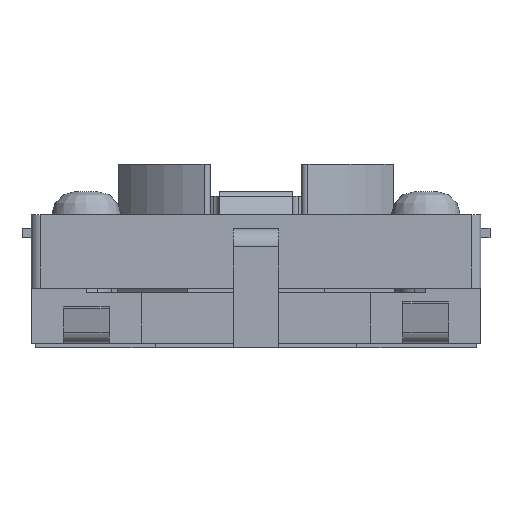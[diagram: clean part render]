
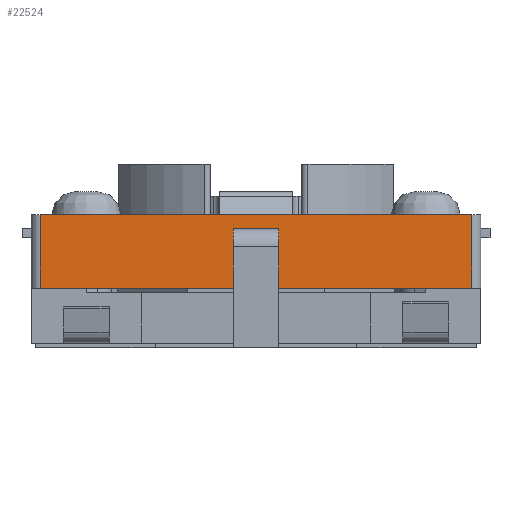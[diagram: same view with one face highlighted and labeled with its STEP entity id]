
A CAD part, left-side view. The second image highlights one B-rep face of the part: STEP entity #22524.
In plain terms, the highlighted planar face has unit normal (-1, 0, 0).
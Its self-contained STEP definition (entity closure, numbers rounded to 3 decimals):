
#21287=CARTESIAN_POINT('',(-2.45,-2.35,0.6));
#21288=VERTEX_POINT('',#21287);
#21296=CARTESIAN_POINT('',(-2.45,2.35,0.6));
#21297=VERTEX_POINT('',#21296);
#21298=CARTESIAN_POINT('',(-2.45,-2.35,0.6));
#21299=DIRECTION('',(0.0,1.0,0.0));
#21300=VECTOR('',#21299,4.7);
#21301=LINE('',#21298,#21300);
#21302=EDGE_CURVE('',#21288,#21297,#21301,.T.);
#22160=CARTESIAN_POINT('',(-2.45,0.25,1.15));
#22161=VERTEX_POINT('',#22160);
#22168=CARTESIAN_POINT('',(-2.45,-0.25,1.15));
#22169=VERTEX_POINT('',#22168);
#22170=CARTESIAN_POINT('',(-2.45,-0.25,1.15));
#22171=DIRECTION('',(0.0,1.0,0.0));
#22172=VECTOR('',#22171,0.5);
#22173=LINE('',#22170,#22172);
#22174=EDGE_CURVE('',#22169,#22161,#22173,.T.);
#22453=CARTESIAN_POINT('',(-2.45,2.35,0.6));
#22454=DIRECTION('',(1.0,0.0,0.0));
#22455=DIRECTION('',(0.0,0.0,-1.0));
#22456=AXIS2_PLACEMENT_3D('',#22453,#22454,#22455);
#22457=PLANE('',#22456);
#22458=CARTESIAN_POINT('',(-2.45,2.35,1.4));
#22459=VERTEX_POINT('',#22458);
#22460=CARTESIAN_POINT('',(-2.45,0.4,1.4));
#22461=VERTEX_POINT('',#22460);
#22462=CARTESIAN_POINT('',(-2.45,2.35,1.4));
#22463=DIRECTION('',(0.0,-1.0,0.0));
#22464=VECTOR('',#22463,1.95);
#22465=LINE('',#22462,#22464);
#22466=EDGE_CURVE('',#22459,#22461,#22465,.T.);
#22467=ORIENTED_EDGE('',*,*,#22466,.F.);
#22468=CARTESIAN_POINT('',(-2.45,2.35,0.6));
#22469=DIRECTION('',(0.0,0.0,1.0));
#22470=VECTOR('',#22469,0.8);
#22471=LINE('',#22468,#22470);
#22472=EDGE_CURVE('',#21297,#22459,#22471,.T.);
#22473=ORIENTED_EDGE('',*,*,#22472,.F.);
#22474=ORIENTED_EDGE('',*,*,#21302,.F.);
#22475=CARTESIAN_POINT('',(-2.45,-2.35,1.4));
#22476=VERTEX_POINT('',#22475);
#22477=CARTESIAN_POINT('',(-2.45,-2.35,0.6));
#22478=DIRECTION('',(0.0,0.0,1.0));
#22479=VECTOR('',#22478,0.8);
#22480=LINE('',#22477,#22479);
#22481=EDGE_CURVE('',#21288,#22476,#22480,.T.);
#22482=ORIENTED_EDGE('',*,*,#22481,.T.);
#22483=CARTESIAN_POINT('',(-2.45,-0.4,1.4));
#22484=VERTEX_POINT('',#22483);
#22485=CARTESIAN_POINT('',(-2.45,-0.4,1.4));
#22486=DIRECTION('',(0.0,-1.0,0.0));
#22487=VECTOR('',#22486,1.95);
#22488=LINE('',#22485,#22487);
#22489=EDGE_CURVE('',#22484,#22476,#22488,.T.);
#22490=ORIENTED_EDGE('',*,*,#22489,.F.);
#22491=CARTESIAN_POINT('',(-2.45,-0.4,1.4));
#22492=DIRECTION('',(0.0,1.0,0.0));
#22493=VECTOR('',#22492,0.8);
#22494=LINE('',#22491,#22493);
#22495=EDGE_CURVE('',#22484,#22461,#22494,.T.);
#22496=ORIENTED_EDGE('',*,*,#22495,.T.);
#22497=EDGE_LOOP('',(#22467,#22473,#22474,#22482,#22490,#22496));
#22498=FACE_OUTER_BOUND('',#22497,.T.);
#22499=CARTESIAN_POINT('',(-2.45,-0.25,1.25));
#22500=VERTEX_POINT('',#22499);
#22501=CARTESIAN_POINT('',(-2.45,0.25,1.25));
#22502=VERTEX_POINT('',#22501);
#22503=CARTESIAN_POINT('',(-2.45,-0.25,1.25));
#22504=DIRECTION('',(0.0,1.0,0.0));
#22505=VECTOR('',#22504,0.5);
#22506=LINE('',#22503,#22505);
#22507=EDGE_CURVE('',#22500,#22502,#22506,.T.);
#22508=ORIENTED_EDGE('',*,*,#22507,.F.);
#22509=CARTESIAN_POINT('',(-2.45,-0.25,1.25));
#22510=DIRECTION('',(0.0,0.0,-1.0));
#22511=VECTOR('',#22510,0.1);
#22512=LINE('',#22509,#22511);
#22513=EDGE_CURVE('',#22500,#22169,#22512,.T.);
#22514=ORIENTED_EDGE('',*,*,#22513,.T.);
#22515=ORIENTED_EDGE('',*,*,#22174,.T.);
#22516=CARTESIAN_POINT('',(-2.45,0.25,1.15));
#22517=DIRECTION('',(0.0,0.0,1.0));
#22518=VECTOR('',#22517,0.1);
#22519=LINE('',#22516,#22518);
#22520=EDGE_CURVE('',#22161,#22502,#22519,.T.);
#22521=ORIENTED_EDGE('',*,*,#22520,.T.);
#22522=EDGE_LOOP('',(#22508,#22514,#22515,#22521));
#22523=FACE_BOUND('',#22522,.T.);
#22524=ADVANCED_FACE('',(#22498,#22523),#22457,.F.);
